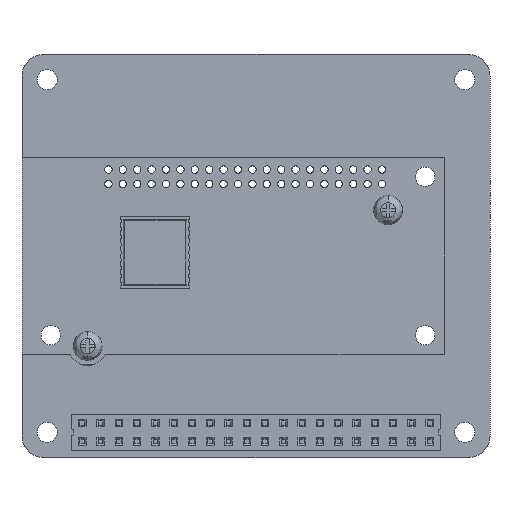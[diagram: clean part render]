
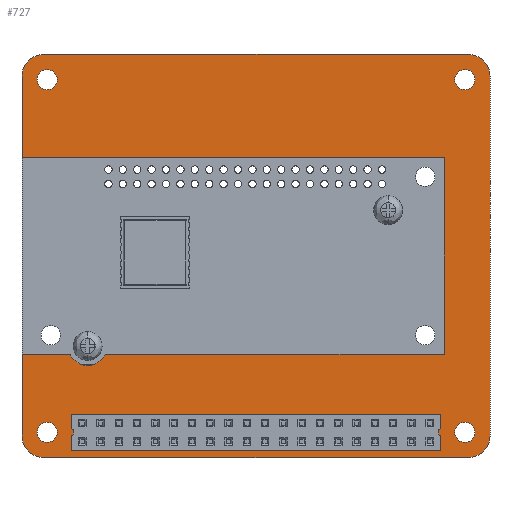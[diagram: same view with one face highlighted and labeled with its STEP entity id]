
A CAD part, front view. The second image highlights one B-rep face of the part: STEP entity #727.
In plain terms, the highlighted planar face has unit normal (0, -1, 0).
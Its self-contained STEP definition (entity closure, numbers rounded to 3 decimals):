
#32=CARTESIAN_POINT('',(3.5,0.,-52.5));
#33=DIRECTION('',(0.,1.,0.));
#34=DIRECTION('',(1.,0.,0.));
#35=AXIS2_PLACEMENT_3D('',#32,#33,#34);
#40=CARTESIAN_POINT('',(3.5,0.,-52.5));
#41=DIRECTION('',(0.,1.,0.));
#42=DIRECTION('',(-1.,0.,0.));
#43=AXIS2_PLACEMENT_3D('',#40,#41,#42);
#48=CARTESIAN_POINT('',(3.5,0.,-3.5));
#49=DIRECTION('',(0.,1.,0.));
#50=DIRECTION('',(1.,0.,0.));
#51=AXIS2_PLACEMENT_3D('',#48,#49,#50);
#56=CARTESIAN_POINT('',(3.5,0.,-3.5));
#57=DIRECTION('',(0.,1.,0.));
#58=DIRECTION('',(-1.,0.,0.));
#59=AXIS2_PLACEMENT_3D('',#56,#57,#58);
#64=CARTESIAN_POINT('',(61.5,0.,-52.5));
#65=DIRECTION('',(0.,1.,0.));
#66=DIRECTION('',(1.,0.,0.));
#67=AXIS2_PLACEMENT_3D('',#64,#65,#66);
#72=CARTESIAN_POINT('',(61.5,0.,-52.5));
#73=DIRECTION('',(0.,1.,0.));
#74=DIRECTION('',(-1.,0.,0.));
#75=AXIS2_PLACEMENT_3D('',#72,#73,#74);
#80=CARTESIAN_POINT('',(61.5,0.,-3.5));
#81=DIRECTION('',(0.,1.,0.));
#82=DIRECTION('',(1.,0.,0.));
#83=AXIS2_PLACEMENT_3D('',#80,#81,#82);
#88=CARTESIAN_POINT('',(61.5,0.,-3.5));
#89=DIRECTION('',(0.,1.,0.));
#90=DIRECTION('',(-1.,0.,0.));
#91=AXIS2_PLACEMENT_3D('',#88,#89,#90);
#96=CARTESIAN_POINT('',(8.37,0.,-51.23));
#97=DIRECTION('',(0.,1.,0.));
#98=DIRECTION('',(1.,0.,0.));
#99=AXIS2_PLACEMENT_3D('',#96,#97,#98);
#104=CARTESIAN_POINT('',(8.37,0.,-51.23));
#105=DIRECTION('',(0.,1.,0.));
#106=DIRECTION('',(-1.,0.,0.));
#107=AXIS2_PLACEMENT_3D('',#104,#105,#106);
#112=DIRECTION('',(1.,0.,0.));
#113=VECTOR('',#112,47.083);
#114=CARTESIAN_POINT('',(11.571,0.,-41.654));
#115=LINE('',#114,#113);
#119=DIRECTION('',(0.,0.,-1.));
#120=VECTOR('',#119,27.308);
#121=CARTESIAN_POINT('',(58.654,0.,-14.346));
#122=LINE('',#121,#120);
#126=DIRECTION('',(1.,0.,0.));
#127=VECTOR('',#126,58.654);
#128=CARTESIAN_POINT('',(0.,0.,-14.346));
#129=LINE('',#128,#127);
#133=DIRECTION('',(0.,0.,1.));
#134=VECTOR('',#133,11.346);
#135=CARTESIAN_POINT('',(0.,0.,-14.346));
#136=LINE('',#135,#134);
#140=CARTESIAN_POINT('',(3.,0.,-3.));
#141=DIRECTION('',(0.,-1.,0.));
#142=DIRECTION('',(0.,0.,1.));
#143=AXIS2_PLACEMENT_3D('',#140,#141,#142);
#148=DIRECTION('',(1.,0.,0.));
#149=VECTOR('',#148,59.);
#150=CARTESIAN_POINT('',(3.,0.,0.));
#151=LINE('',#150,#149);
#155=CARTESIAN_POINT('',(62.,0.,-3.));
#156=DIRECTION('',(0.,-1.,0.));
#157=DIRECTION('',(1.,0.,0.));
#158=AXIS2_PLACEMENT_3D('',#155,#156,#157);
#163=DIRECTION('',(0.,0.,-1.));
#164=VECTOR('',#163,50.);
#165=CARTESIAN_POINT('',(65.,0.,-3.));
#166=LINE('',#165,#164);
#170=CARTESIAN_POINT('',(62.,0.,-53.));
#171=DIRECTION('',(0.,-1.,0.));
#172=DIRECTION('',(0.,0.,-1.));
#173=AXIS2_PLACEMENT_3D('',#170,#171,#172);
#178=DIRECTION('',(-1.,0.,0.));
#179=VECTOR('',#178,59.);
#180=CARTESIAN_POINT('',(62.,0.,-56.));
#181=LINE('',#180,#179);
#185=CARTESIAN_POINT('',(3.,0.,-53.));
#186=DIRECTION('',(0.,-1.,0.));
#187=DIRECTION('',(-1.,0.,0.));
#188=AXIS2_PLACEMENT_3D('',#185,#186,#187);
#193=DIRECTION('',(0.,0.,1.));
#194=VECTOR('',#193,11.346);
#195=CARTESIAN_POINT('',(0.,0.,-53.));
#196=LINE('',#195,#194);
#200=DIRECTION('',(1.,0.,0.));
#201=VECTOR('',#200,6.681);
#202=CARTESIAN_POINT('',(0.,0.,-41.654));
#203=LINE('',#202,#201);
#460=CARTESIAN_POINT('',(9.126,0.,-40.509));
#461=DIRECTION('',(0.,1.,0.));
#462=DIRECTION('',(0.906,0.,-0.424));
#463=AXIS2_PLACEMENT_3D('',#460,#461,#462);
#567=CARTESIAN_POINT('',(4.9,0.,-52.5));
#569=VERTEX_POINT('',#567);
#571=CARTESIAN_POINT('',(2.1,0.,-52.5));
#573=VERTEX_POINT('',#571);
#575=CARTESIAN_POINT('',(4.9,0.,-3.5));
#577=VERTEX_POINT('',#575);
#579=CARTESIAN_POINT('',(2.1,0.,-3.5));
#581=VERTEX_POINT('',#579);
#582=CARTESIAN_POINT('',(8.88,0.,-51.23));
#583=CARTESIAN_POINT('',(7.86,0.,-51.23));
#584=VERTEX_POINT('',#582);
#585=VERTEX_POINT('',#583);
#590=CARTESIAN_POINT('',(62.9,0.,-52.5));
#591=CARTESIAN_POINT('',(60.1,0.,-52.5));
#592=VERTEX_POINT('',#590);
#593=VERTEX_POINT('',#591);
#594=CARTESIAN_POINT('',(62.9,0.,-3.5));
#595=CARTESIAN_POINT('',(60.1,0.,-3.5));
#596=VERTEX_POINT('',#594);
#597=VERTEX_POINT('',#595);
#606=CARTESIAN_POINT('',(0.,0.,-53.));
#607=CARTESIAN_POINT('',(3.,0.,-56.));
#608=VERTEX_POINT('',#606);
#609=VERTEX_POINT('',#607);
#614=CARTESIAN_POINT('',(62.,0.,-56.));
#615=CARTESIAN_POINT('',(65.,0.,-53.));
#616=VERTEX_POINT('',#614);
#617=VERTEX_POINT('',#615);
#622=CARTESIAN_POINT('',(65.,0.,-3.));
#623=CARTESIAN_POINT('',(62.,0.,0.));
#624=VERTEX_POINT('',#622);
#625=VERTEX_POINT('',#623);
#630=CARTESIAN_POINT('',(3.,0.,0.));
#631=CARTESIAN_POINT('',(0.,0.,-3.));
#632=VERTEX_POINT('',#630);
#633=VERTEX_POINT('',#631);
#638=CARTESIAN_POINT('',(0.,0.,-14.346));
#639=CARTESIAN_POINT('',(58.654,0.,-14.346));
#640=VERTEX_POINT('',#638);
#641=VERTEX_POINT('',#639);
#642=CARTESIAN_POINT('',(58.654,0.,-41.654));
#643=VERTEX_POINT('',#642);
#650=CARTESIAN_POINT('',(0.,0.,-41.654));
#652=VERTEX_POINT('',#650);
#655=CARTESIAN_POINT('',(6.681,0.,-41.654));
#657=VERTEX_POINT('',#655);
#659=CARTESIAN_POINT('',(11.571,0.,-41.654));
#661=VERTEX_POINT('',#659);
#662=CARTESIAN_POINT('',(0.,0.,0.));
#663=DIRECTION('',(0.,1.,0.));
#664=DIRECTION('',(1.,0.,0.));
#665=AXIS2_PLACEMENT_3D('',#662,#663,#664);
#666=PLANE('',#665);
#668=ORIENTED_EDGE('',*,*,#667,.F.);
#670=ORIENTED_EDGE('',*,*,#669,.T.);
#672=ORIENTED_EDGE('',*,*,#671,.F.);
#674=ORIENTED_EDGE('',*,*,#673,.F.);
#676=ORIENTED_EDGE('',*,*,#675,.T.);
#678=ORIENTED_EDGE('',*,*,#677,.F.);
#680=ORIENTED_EDGE('',*,*,#679,.T.);
#682=ORIENTED_EDGE('',*,*,#681,.F.);
#684=ORIENTED_EDGE('',*,*,#683,.T.);
#686=ORIENTED_EDGE('',*,*,#685,.F.);
#688=ORIENTED_EDGE('',*,*,#687,.T.);
#690=ORIENTED_EDGE('',*,*,#689,.F.);
#692=ORIENTED_EDGE('',*,*,#691,.T.);
#694=ORIENTED_EDGE('',*,*,#693,.T.);
#695=EDGE_LOOP('',(#668,#670,#672,#674,#676,#678,#680,#682,#684,#686,#688,#690,
#692,#694));
#696=FACE_OUTER_BOUND('',#695,.F.);
#698=ORIENTED_EDGE('',*,*,#697,.F.);
#700=ORIENTED_EDGE('',*,*,#699,.F.);
#701=EDGE_LOOP('',(#698,#700));
#702=FACE_BOUND('',#701,.F.);
#704=ORIENTED_EDGE('',*,*,#703,.F.);
#706=ORIENTED_EDGE('',*,*,#705,.F.);
#707=EDGE_LOOP('',(#704,#706));
#708=FACE_BOUND('',#707,.F.);
#710=ORIENTED_EDGE('',*,*,#709,.F.);
#712=ORIENTED_EDGE('',*,*,#711,.F.);
#713=EDGE_LOOP('',(#710,#712));
#714=FACE_BOUND('',#713,.F.);
#716=ORIENTED_EDGE('',*,*,#715,.F.);
#718=ORIENTED_EDGE('',*,*,#717,.F.);
#719=EDGE_LOOP('',(#716,#718));
#720=FACE_BOUND('',#719,.F.);
#722=ORIENTED_EDGE('',*,*,#721,.F.);
#724=ORIENTED_EDGE('',*,*,#723,.F.);
#725=EDGE_LOOP('',(#722,#724));
#726=FACE_BOUND('',#725,.F.);
#36=CIRCLE('',#35,1.4);
#44=CIRCLE('',#43,1.4);
#52=CIRCLE('',#51,1.4);
#60=CIRCLE('',#59,1.4);
#68=CIRCLE('',#67,1.4);
#76=CIRCLE('',#75,1.4);
#84=CIRCLE('',#83,1.4);
#92=CIRCLE('',#91,1.4);
#100=CIRCLE('',#99,0.51);
#108=CIRCLE('',#107,0.51);
#144=CIRCLE('',#143,3.);
#159=CIRCLE('',#158,3.);
#174=CIRCLE('',#173,3.);
#189=CIRCLE('',#188,3.);
#464=CIRCLE('',#463,2.7);
#667=EDGE_CURVE('',#661,#657,#464,.T.);
#669=EDGE_CURVE('',#661,#643,#115,.T.);
#671=EDGE_CURVE('',#641,#643,#122,.T.);
#673=EDGE_CURVE('',#640,#641,#129,.T.);
#675=EDGE_CURVE('',#640,#633,#136,.T.);
#677=EDGE_CURVE('',#632,#633,#144,.T.);
#679=EDGE_CURVE('',#632,#625,#151,.T.);
#681=EDGE_CURVE('',#624,#625,#159,.T.);
#683=EDGE_CURVE('',#624,#617,#166,.T.);
#685=EDGE_CURVE('',#616,#617,#174,.T.);
#687=EDGE_CURVE('',#616,#609,#181,.T.);
#689=EDGE_CURVE('',#608,#609,#189,.T.);
#691=EDGE_CURVE('',#608,#652,#196,.T.);
#693=EDGE_CURVE('',#652,#657,#203,.T.);
#697=EDGE_CURVE('',#577,#581,#52,.T.);
#699=EDGE_CURVE('',#581,#577,#60,.T.);
#703=EDGE_CURVE('',#592,#593,#68,.T.);
#705=EDGE_CURVE('',#593,#592,#76,.T.);
#709=EDGE_CURVE('',#596,#597,#84,.T.);
#711=EDGE_CURVE('',#597,#596,#92,.T.);
#715=EDGE_CURVE('',#584,#585,#100,.T.);
#717=EDGE_CURVE('',#585,#584,#108,.T.);
#721=EDGE_CURVE('',#569,#573,#36,.T.);
#723=EDGE_CURVE('',#573,#569,#44,.T.);
#727=ADVANCED_FACE('',(#696,#702,#708,#714,#720,#726),#666,.F.);
